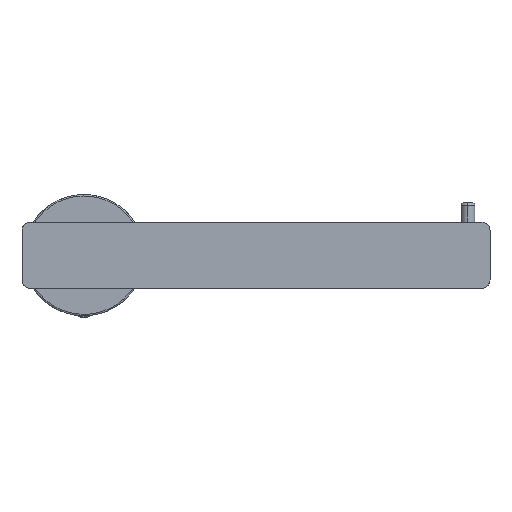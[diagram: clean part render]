
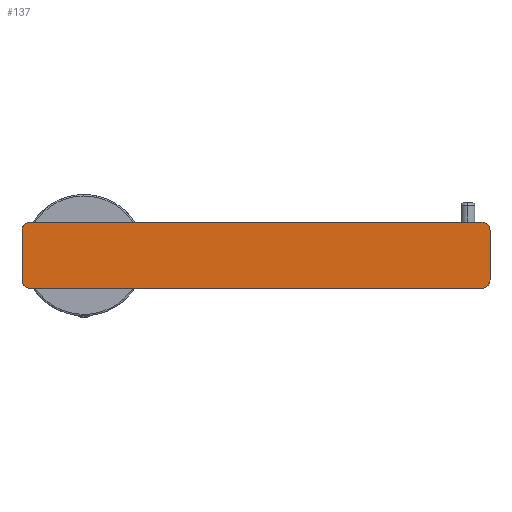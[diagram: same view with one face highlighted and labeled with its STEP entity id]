
A CAD part, front view. The second image highlights one B-rep face of the part: STEP entity #137.
In plain terms, the highlighted face is planar.
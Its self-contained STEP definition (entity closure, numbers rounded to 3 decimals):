
#137=ADVANCED_FACE('',(#237),#1610,.T.);
#237=FACE_OUTER_BOUND('',#346,.T.);
#346=EDGE_LOOP('',(#794,#795,#796,#797,#798,#799,#800,#801));
#794=ORIENTED_EDGE('',*,*,#1092,.F.);
#795=ORIENTED_EDGE('',*,*,#1096,.F.);
#796=ORIENTED_EDGE('',*,*,#1079,.F.);
#797=ORIENTED_EDGE('',*,*,#1074,.T.);
#798=ORIENTED_EDGE('',*,*,#1103,.F.);
#799=ORIENTED_EDGE('',*,*,#1085,.T.);
#800=ORIENTED_EDGE('',*,*,#1089,.F.);
#801=ORIENTED_EDGE('',*,*,#1095,.T.);
#1074=EDGE_CURVE('',#1542,#1543,#1268,.T.);
#1079=EDGE_CURVE('',#1542,#1547,#1367,.T.);
#1085=EDGE_CURVE('',#1553,#1552,#1275,.T.);
#1089=EDGE_CURVE('',#1555,#1552,#1371,.T.);
#1092=EDGE_CURVE('',#1558,#1559,#1373,.T.);
#1095=EDGE_CURVE('',#1555,#1559,#1281,.T.);
#1096=EDGE_CURVE('',#1547,#1558,#1282,.T.);
#1103=EDGE_CURVE('',#1553,#1543,#1379,.T.);
#1268=B_SPLINE_CURVE_WITH_KNOTS('',1,(#3664,#3665),.UNSPECIFIED.,.F.,.F.,
(2,2),(-18.,0.),.UNSPECIFIED.);
#1275=B_SPLINE_CURVE_WITH_KNOTS('',1,(#3694,#3695),.UNSPECIFIED.,.F.,.F.,
(2,2),(-164.,0.),.UNSPECIFIED.);
#1281=B_SPLINE_CURVE_WITH_KNOTS('',1,(#3718,#3719),.UNSPECIFIED.,.F.,.F.,
(2,2),(-18.,0.),.UNSPECIFIED.);
#1282=B_SPLINE_CURVE_WITH_KNOTS('',1,(#3720,#3721),.UNSPECIFIED.,.F.,.F.,
(2,2),(-164.,0.),.UNSPECIFIED.);
#1367=(
BOUNDED_CURVE()
B_SPLINE_CURVE(2,(#3675,#3676,#3677),.UNSPECIFIED.,.F.,.F.)
B_SPLINE_CURVE_WITH_KNOTS((3,3),(0.,4.712),.UNSPECIFIED.)
CURVE()
GEOMETRIC_REPRESENTATION_ITEM()
RATIONAL_B_SPLINE_CURVE((1.,0.707,1.))
REPRESENTATION_ITEM('')
);
#1371=(
BOUNDED_CURVE()
B_SPLINE_CURVE(2,(#3703,#3704,#3705),.UNSPECIFIED.,.F.,.F.)
B_SPLINE_CURVE_WITH_KNOTS((3,3),(0.,4.712),.UNSPECIFIED.)
CURVE()
GEOMETRIC_REPRESENTATION_ITEM()
RATIONAL_B_SPLINE_CURVE((1.,0.707,1.))
REPRESENTATION_ITEM('')
);
#1373=(
BOUNDED_CURVE()
B_SPLINE_CURVE(2,(#3711,#3712,#3713),.UNSPECIFIED.,.F.,.F.)
B_SPLINE_CURVE_WITH_KNOTS((3,3),(0.,4.712),.UNSPECIFIED.)
CURVE()
GEOMETRIC_REPRESENTATION_ITEM()
RATIONAL_B_SPLINE_CURVE((1.,0.707,1.))
REPRESENTATION_ITEM('')
);
#1379=(
BOUNDED_CURVE()
B_SPLINE_CURVE(2,(#3747,#3748,#3749),.UNSPECIFIED.,.F.,.F.)
B_SPLINE_CURVE_WITH_KNOTS((3,3),(0.,4.712),.UNSPECIFIED.)
CURVE()
GEOMETRIC_REPRESENTATION_ITEM()
RATIONAL_B_SPLINE_CURVE((1.,0.707,1.))
REPRESENTATION_ITEM('')
);
#1542=VERTEX_POINT('',#3642);
#1543=VERTEX_POINT('',#3643);
#1547=VERTEX_POINT('',#3647);
#1552=VERTEX_POINT('',#3652);
#1553=VERTEX_POINT('',#3653);
#1555=VERTEX_POINT('',#3655);
#1558=VERTEX_POINT('',#3658);
#1559=VERTEX_POINT('',#3659);
#1610=PLANE('',#1780);
#1780=AXIS2_PLACEMENT_3D('',#3638,#1866,$);
#1866=DIRECTION('',(0.,0.,1.));
#3638=CARTESIAN_POINT('',(164.5,-14.4,56.));
#3642=CARTESIAN_POINT('',(147.5,-9.,56.));
#3643=CARTESIAN_POINT('',(147.5,9.,56.));
#3647=CARTESIAN_POINT('',(144.5,-12.,56.));
#3652=CARTESIAN_POINT('',(-19.5,12.,56.));
#3653=CARTESIAN_POINT('',(144.5,12.,56.));
#3655=CARTESIAN_POINT('',(-22.5,9.,56.));
#3658=CARTESIAN_POINT('',(-19.5,-12.,56.));
#3659=CARTESIAN_POINT('',(-22.5,-9.,56.));
#3664=CARTESIAN_POINT('',(147.5,-9.,56.));
#3665=CARTESIAN_POINT('',(147.5,9.,56.));
#3675=CARTESIAN_POINT('',(147.5,-9.,56.));
#3676=CARTESIAN_POINT('',(147.5,-12.,56.));
#3677=CARTESIAN_POINT('',(144.5,-12.,56.));
#3694=CARTESIAN_POINT('',(144.5,12.,56.));
#3695=CARTESIAN_POINT('',(-19.5,12.,56.));
#3703=CARTESIAN_POINT('',(-22.5,9.,56.));
#3704=CARTESIAN_POINT('',(-22.5,12.,56.));
#3705=CARTESIAN_POINT('',(-19.5,12.,56.));
#3711=CARTESIAN_POINT('',(-19.5,-12.,56.));
#3712=CARTESIAN_POINT('',(-22.5,-12.,56.));
#3713=CARTESIAN_POINT('',(-22.5,-9.,56.));
#3718=CARTESIAN_POINT('',(-22.5,9.,56.));
#3719=CARTESIAN_POINT('',(-22.5,-9.,56.));
#3720=CARTESIAN_POINT('',(144.5,-12.,56.));
#3721=CARTESIAN_POINT('',(-19.5,-12.,56.));
#3747=CARTESIAN_POINT('',(144.5,12.,56.));
#3748=CARTESIAN_POINT('',(147.5,12.,56.));
#3749=CARTESIAN_POINT('',(147.5,9.,56.));
